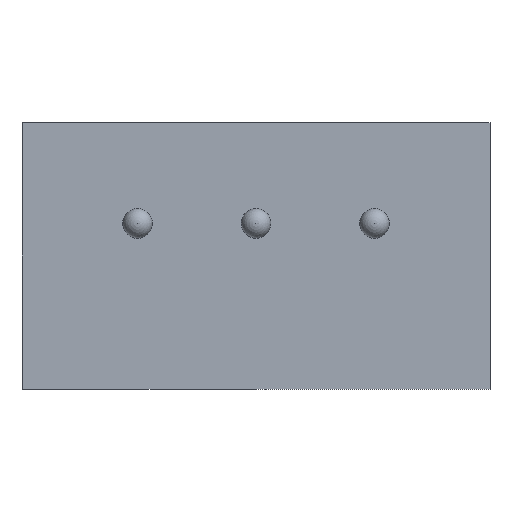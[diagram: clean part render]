
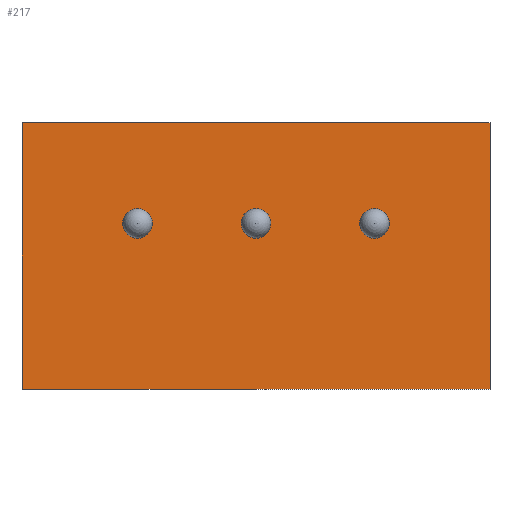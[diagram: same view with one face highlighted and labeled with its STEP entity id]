
A CAD part, front view. The second image highlights one B-rep face of the part: STEP entity #217.
In plain terms, the highlighted planar face has unit normal (0, -1, 0).
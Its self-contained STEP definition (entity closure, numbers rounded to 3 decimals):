
#3 = AXIS2_PLACEMENT_3D ( 'NONE', #226, #951, #106 ) ;
#16 = DIRECTION ( 'NONE',  ( 0., 1., 0. ) ) ;
#33 = VERTEX_POINT ( 'NONE', #343 ) ;
#36 = PLANE ( 'NONE',  #198 ) ;
#86 = CARTESIAN_POINT ( 'NONE',  ( 2., 0., 0.3 ) ) ;
#97 = AXIS2_PLACEMENT_3D ( 'NONE', #1534, #112, #938 ) ;
#106 = DIRECTION ( 'NONE',  ( 0., 0., 1. ) ) ;
#112 = DIRECTION ( 'NONE',  ( 0., 1., 0. ) ) ;
#119 = AXIS2_PLACEMENT_3D ( 'NONE', #1002, #685, #322 ) ;
#120 = CARTESIAN_POINT ( 'NONE',  ( -3.95, 0., 2.25 ) ) ;
#141 = ORIENTED_EDGE ( 'NONE', *, *, #732, .F. ) ;
#182 = VECTOR ( 'NONE', #388, 1000. ) ;
#189 = CARTESIAN_POINT ( 'NONE',  ( 0., 0., 0.3 ) ) ;
#198 = AXIS2_PLACEMENT_3D ( 'NONE', #1332, #16, #1210 ) ;
#217 = ADVANCED_FACE ( 'NONE', ( #1242, #1458, #371, #854 ), #36, .F. ) ;
#226 = CARTESIAN_POINT ( 'NONE',  ( 2., 0., 0.55 ) ) ;
#239 = DIRECTION ( 'NONE',  ( 0., 0., 1. ) ) ;
#244 = DIRECTION ( 'NONE',  ( 0., 0., 1. ) ) ;
#263 = EDGE_CURVE ( 'NONE', #1240, #1389, #1484, .T. ) ;
#270 = CIRCLE ( 'NONE', #495, 0.25 ) ;
#277 = LINE ( 'NONE', #654, #330 ) ;
#291 = VERTEX_POINT ( 'NONE', #800 ) ;
#300 = CIRCLE ( 'NONE', #1125, 0.25 ) ;
#306 = CIRCLE ( 'NONE', #3, 0.25 ) ;
#311 = EDGE_LOOP ( 'NONE', ( #890, #976 ) ) ;
#322 = DIRECTION ( 'NONE',  ( 0., 0., 1. ) ) ;
#330 = VECTOR ( 'NONE', #437, 1000. ) ;
#343 = CARTESIAN_POINT ( 'NONE',  ( -3.95, 0., -2.25 ) ) ;
#354 = CIRCLE ( 'NONE', #97, 0.25 ) ;
#359 = DIRECTION ( 'NONE',  ( 1., 0., 0. ) ) ;
#370 = CARTESIAN_POINT ( 'NONE',  ( 3.95, 0., -2.25 ) ) ;
#371 = FACE_BOUND ( 'NONE', #968, .T. ) ;
#388 = DIRECTION ( 'NONE',  ( 0., 0., -1. ) ) ;
#400 = EDGE_LOOP ( 'NONE', ( #141, #412, #609, #956 ) ) ;
#412 = ORIENTED_EDGE ( 'NONE', *, *, #503, .F. ) ;
#416 = EDGE_CURVE ( 'NONE', #1104, #1503, #270, .T. ) ;
#437 = DIRECTION ( 'NONE',  ( -1., 0., 0. ) ) ;
#438 = ORIENTED_EDGE ( 'NONE', *, *, #456, .T. ) ;
#456 = EDGE_CURVE ( 'NONE', #1043, #291, #1150, .T. ) ;
#465 = VERTEX_POINT ( 'NONE', #370 ) ;
#470 = AXIS2_PLACEMENT_3D ( 'NONE', #1086, #1077, #1437 ) ;
#495 = AXIS2_PLACEMENT_3D ( 'NONE', #648, #1339, #239 ) ;
#503 = EDGE_CURVE ( 'NONE', #465, #33, #277, .T. ) ;
#529 = CARTESIAN_POINT ( 'NONE',  ( 0., 0., 0.55 ) ) ;
#606 = ORIENTED_EDGE ( 'NONE', *, *, #1502, .T. ) ;
#609 = ORIENTED_EDGE ( 'NONE', *, *, #1194, .F. ) ;
#648 = CARTESIAN_POINT ( 'NONE',  ( -2., 0., 0.55 ) ) ;
#654 = CARTESIAN_POINT ( 'NONE',  ( -3.95, 0., -2.25 ) ) ;
#685 = DIRECTION ( 'NONE',  ( 0., 1., 0. ) ) ;
#698 = EDGE_CURVE ( 'NONE', #1503, #1104, #354, .T. ) ;
#726 = ORIENTED_EDGE ( 'NONE', *, *, #416, .T. ) ;
#732 = EDGE_CURVE ( 'NONE', #33, #760, #1097, .T. ) ;
#760 = VERTEX_POINT ( 'NONE', #120 ) ;
#800 = CARTESIAN_POINT ( 'NONE',  ( 2., 0., 0.8 ) ) ;
#854 = FACE_OUTER_BOUND ( 'NONE', #400, .T. ) ;
#881 = DIRECTION ( 'NONE',  ( 0., 1., 0. ) ) ;
#890 = ORIENTED_EDGE ( 'NONE', *, *, #263, .T. ) ;
#895 = EDGE_CURVE ( 'NONE', #1389, #1240, #300, .T. ) ;
#900 = CARTESIAN_POINT ( 'NONE',  ( 3.95, 0., 2.25 ) ) ;
#938 = DIRECTION ( 'NONE',  ( 0., 0., 1. ) ) ;
#941 = CARTESIAN_POINT ( 'NONE',  ( -2., 0., 0.3 ) ) ;
#944 = LINE ( 'NONE', #1423, #1407 ) ;
#948 = CARTESIAN_POINT ( 'NONE',  ( -3.95, 0., -2.25 ) ) ;
#951 = DIRECTION ( 'NONE',  ( 0., 1., 0. ) ) ;
#956 = ORIENTED_EDGE ( 'NONE', *, *, #1112, .F. ) ;
#968 = EDGE_LOOP ( 'NONE', ( #726, #1415 ) ) ;
#976 = ORIENTED_EDGE ( 'NONE', *, *, #895, .T. ) ;
#1002 = CARTESIAN_POINT ( 'NONE',  ( 0., 0., 0.55 ) ) ;
#1043 = VERTEX_POINT ( 'NONE', #86 ) ;
#1046 = VECTOR ( 'NONE', #244, 1000. ) ;
#1077 = DIRECTION ( 'NONE',  ( 0., 1., 0. ) ) ;
#1086 = CARTESIAN_POINT ( 'NONE',  ( 2., 0., 0.55 ) ) ;
#1097 = LINE ( 'NONE', #948, #1046 ) ;
#1104 = VERTEX_POINT ( 'NONE', #1514 ) ;
#1112 = EDGE_CURVE ( 'NONE', #760, #1357, #944, .T. ) ;
#1125 = AXIS2_PLACEMENT_3D ( 'NONE', #529, #881, #1259 ) ;
#1150 = CIRCLE ( 'NONE', #470, 0.25 ) ;
#1162 = CARTESIAN_POINT ( 'NONE',  ( 0., 0., 0.8 ) ) ;
#1194 = EDGE_CURVE ( 'NONE', #1357, #465, #1353, .T. ) ;
#1210 = DIRECTION ( 'NONE',  ( 0., 0., 1. ) ) ;
#1240 = VERTEX_POINT ( 'NONE', #1162 ) ;
#1242 = FACE_BOUND ( 'NONE', #1444, .T. ) ;
#1259 = DIRECTION ( 'NONE',  ( 0., 0., 1. ) ) ;
#1332 = CARTESIAN_POINT ( 'NONE',  ( -3.95, 0., 2.25 ) ) ;
#1339 = DIRECTION ( 'NONE',  ( 0., 1., 0. ) ) ;
#1353 = LINE ( 'NONE', #1359, #182 ) ;
#1357 = VERTEX_POINT ( 'NONE', #900 ) ;
#1359 = CARTESIAN_POINT ( 'NONE',  ( 3.95, 0., -2.25 ) ) ;
#1389 = VERTEX_POINT ( 'NONE', #189 ) ;
#1407 = VECTOR ( 'NONE', #359, 1000. ) ;
#1415 = ORIENTED_EDGE ( 'NONE', *, *, #698, .T. ) ;
#1423 = CARTESIAN_POINT ( 'NONE',  ( -3.95, 0., 2.25 ) ) ;
#1437 = DIRECTION ( 'NONE',  ( 0., 0., 1. ) ) ;
#1444 = EDGE_LOOP ( 'NONE', ( #606, #438 ) ) ;
#1458 = FACE_BOUND ( 'NONE', #311, .T. ) ;
#1484 = CIRCLE ( 'NONE', #119, 0.25 ) ;
#1502 = EDGE_CURVE ( 'NONE', #291, #1043, #306, .T. ) ;
#1503 = VERTEX_POINT ( 'NONE', #941 ) ;
#1514 = CARTESIAN_POINT ( 'NONE',  ( -2., 0., 0.8 ) ) ;
#1534 = CARTESIAN_POINT ( 'NONE',  ( -2., 0., 0.55 ) ) ;
